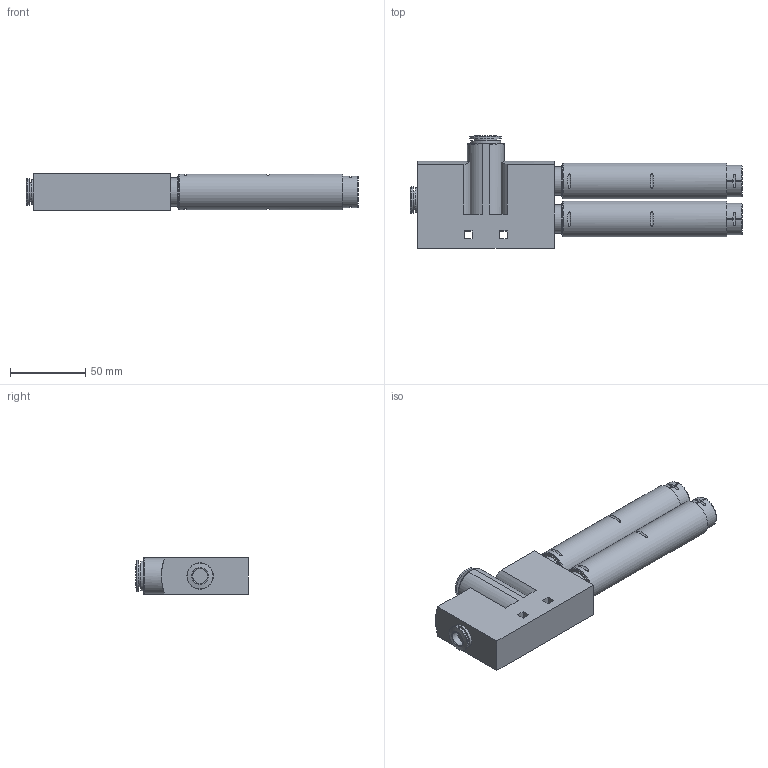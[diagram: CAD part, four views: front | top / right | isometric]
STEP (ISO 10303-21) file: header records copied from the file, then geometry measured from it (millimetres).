
FILE_DESCRIPTION(/* description */ ('STEP AP214'),/* implementation_level */ '2;1');
FILE_NAME(/* name */ '193578_VN-20-L-T6-PQ4-VQ5-RO2',/* time_stamp */ '2024-09-17T01:16:15+02:00',/* author */ ('License CC BY-ND 4.0'),/* organization */ ('CADENAS'),/* preprocessor_version */ 'ST-DEVELOPER v19.3',/* originating_system */ 'PARTsolutions',/* authorisation */ ' ');
FILE_SCHEMA (('AUTOMOTIVE_DESIGN {1 0 10303 214 3 1 1}'));
Length unit declared in the file: millimetre
Products named in the file (1): 193578 VN-20-L-T6-PQ4-VQ5-RO2
Bounding box: 221 x 75.1 x 24 mm (x, y, z)
Volume: 234892 mm3; surface area: 40374.4 mm2
Topology: 1 solids, 1 shells, 109 faces, 253 edges, 166 vertices
Faces by surface type: plane 58, cylinder 38, torus 11, cone 2
Full cylindrical faces by diameter (mm): 10 x1, 12 x2, 14.4 x1, 16.5 x1, 17.5 x1, 18.9 x2, 19.95 x1, 21 x3, 23.8 x2
Entity records: 4110 total; most frequent: CARTESIAN_POINT 966, DIRECTION 478, ORIENTED_EDGE 442, EDGE_CURVE 221, AXIS2_PLACEMENT_3D 187, VERTEX_POINT 161, EDGE_LOOP 160, FACE_BOUND 160
